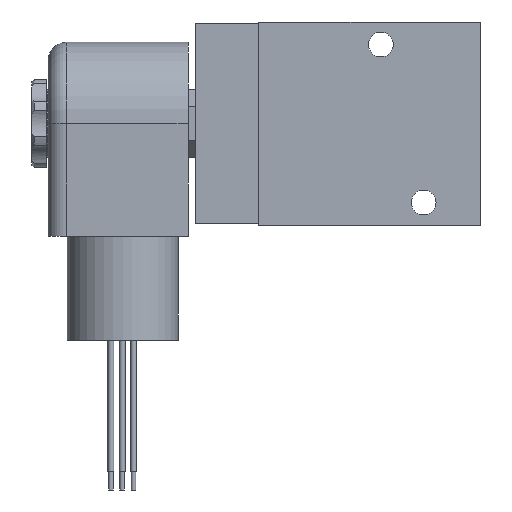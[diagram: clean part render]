
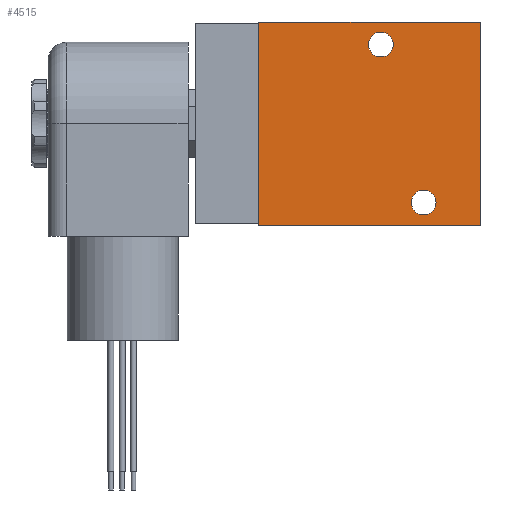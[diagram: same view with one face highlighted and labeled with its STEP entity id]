
A CAD part, left-side view. The second image highlights one B-rep face of the part: STEP entity #4515.
In plain terms, the highlighted planar face has unit normal (-1, 0, 0).
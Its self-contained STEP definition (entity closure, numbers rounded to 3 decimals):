
#365=LINE('',#7421,#592);
#381=LINE('',#7488,#608);
#390=LINE('',#7530,#617);
#393=LINE('',#7536,#620);
#592=VECTOR('',#5978,1000.);
#608=VECTOR('',#6024,1000.);
#617=VECTOR('',#6059,1000.);
#620=VECTOR('',#6064,1000.);
#923=ORIENTED_EDGE('',*,*,#2189,.T.);
#924=ORIENTED_EDGE('',*,*,#2187,.T.);
#925=ORIENTED_EDGE('',*,*,#2160,.F.);
#926=ORIENTED_EDGE('',*,*,#2131,.F.);
#927=ORIENTED_EDGE('',*,*,#2184,.F.);
#928=ORIENTED_EDGE('',*,*,#2181,.F.);
#2131=EDGE_CURVE('',#2764,#2765,#365,.T.);
#2160=EDGE_CURVE('',#2765,#2792,#381,.T.);
#2181=EDGE_CURVE('',#2792,#2812,#390,.T.);
#2184=EDGE_CURVE('',#2812,#2764,#393,.T.);
#2187=EDGE_CURVE('',#2815,#2815,#3219,.T.);
#2189=EDGE_CURVE('',#2817,#2817,#3221,.T.);
#2764=VERTEX_POINT('',#7422);
#2765=VERTEX_POINT('',#7423);
#2792=VERTEX_POINT('',#7489);
#2812=VERTEX_POINT('',#7531);
#2815=VERTEX_POINT('',#7542);
#2817=VERTEX_POINT('',#7547);
#3219=CIRCLE('',#5330,2.75);
#3221=CIRCLE('',#5333,2.75);
#3496=EDGE_LOOP('',(#923));
#3497=EDGE_LOOP('',(#924));
#3498=EDGE_LOOP('',(#925,#926,#927,#928));
#3934=FACE_BOUND('',#3496,.T.);
#3935=FACE_BOUND('',#3497,.T.);
#3936=FACE_BOUND('',#3498,.T.);
#4350=PLANE('',#5335);
#4515=ADVANCED_FACE('',(#3934,#3935,#3936),#4350,.F.);
#5330=AXIS2_PLACEMENT_3D('',#7541,#6070,#6071);
#5333=AXIS2_PLACEMENT_3D('',#7546,#6076,#6077);
#5335=AXIS2_PLACEMENT_3D('',#7549,#6080,#6081);
#5978=DIRECTION('',(0.,1.,0.));
#6024=DIRECTION('',(0.,0.,1.));
#6059=DIRECTION('',(0.,-1.,0.));
#6064=DIRECTION('',(0.,0.,-1.));
#6070=DIRECTION('',(1.,0.,0.));
#6071=DIRECTION('',(0.,0.,-1.));
#6076=DIRECTION('',(1.,0.,0.));
#6077=DIRECTION('',(0.,0.,-1.));
#6080=DIRECTION('',(1.,0.,0.));
#6081=DIRECTION('',(0.,0.,-1.));
#7421=CARTESIAN_POINT('',(-13.,0.,-22.5));
#7422=CARTESIAN_POINT('',(-13.,0.,-22.5));
#7423=CARTESIAN_POINT('',(-13.,49.,-22.5));
#7488=CARTESIAN_POINT('',(-13.,49.,-22.5));
#7489=CARTESIAN_POINT('',(-13.,49.,22.5));
#7530=CARTESIAN_POINT('',(-13.,49.,22.5));
#7531=CARTESIAN_POINT('',(-13.,0.,22.5));
#7536=CARTESIAN_POINT('',(-13.,0.,22.5));
#7541=CARTESIAN_POINT('',(-13.,12.5,-17.5));
#7542=CARTESIAN_POINT('',(-13.,12.5,-20.25));
#7546=CARTESIAN_POINT('',(-13.,22.,17.5));
#7547=CARTESIAN_POINT('',(-13.,22.,14.75));
#7549=CARTESIAN_POINT('',(-13.,0.,0.));
